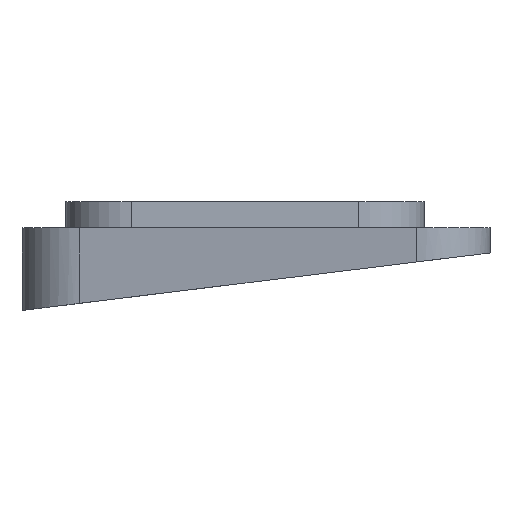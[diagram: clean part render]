
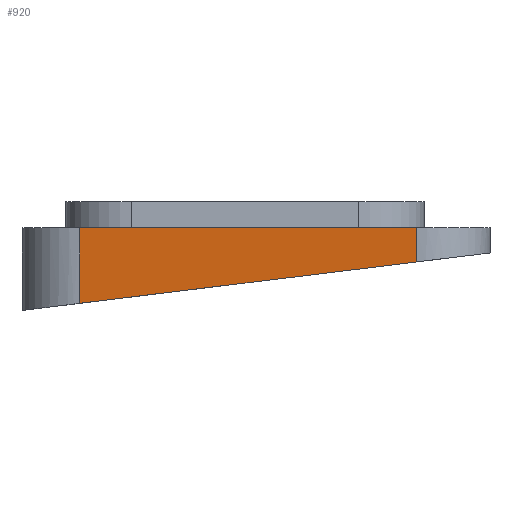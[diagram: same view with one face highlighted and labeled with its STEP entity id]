
A CAD part, left-side view. The second image highlights one B-rep face of the part: STEP entity #920.
In plain terms, the highlighted planar face has unit normal (-0.993, 0.122, 0).
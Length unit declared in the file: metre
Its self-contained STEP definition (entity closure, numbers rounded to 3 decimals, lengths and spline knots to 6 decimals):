
#170=ORIENTED_EDGE('',*,*,#361,.F.);
#171=ORIENTED_EDGE('',*,*,#415,.T.);
#172=ORIENTED_EDGE('',*,*,#411,.F.);
#173=ORIENTED_EDGE('',*,*,#416,.F.);
#361=EDGE_CURVE('',#491,#492,#584,.T.);
#411=EDGE_CURVE('',#537,#538,#608,.T.);
#415=EDGE_CURVE('',#491,#538,#611,.T.);
#416=EDGE_CURVE('',#492,#537,#612,.T.);
#491=VERTEX_POINT('',#1392);
#492=VERTEX_POINT('',#1394);
#537=VERTEX_POINT('',#1492);
#538=VERTEX_POINT('',#1494);
#584=LINE('',#1393,#664);
#608=LINE('',#1493,#688);
#611=LINE('',#1501,#691);
#612=LINE('',#1503,#692);
#664=VECTOR('',#1098,1.);
#688=VECTOR('',#1182,1.);
#691=VECTOR('',#1191,1.);
#692=VECTOR('',#1194,1.);
#758=EDGE_LOOP('',(#170,#171,#172,#173));
#828=FACE_BOUND('',#758,.T.);
#891=PLANE('',#1018);
#920=ADVANCED_FACE('',(#828),#891,.T.);
#1018=AXIS2_PLACEMENT_3D('',#1502,#1192,#1193);
#1098=DIRECTION('',(0.121,0.985,-0.121));
#1182=DIRECTION('',(-0.122,-0.993,0.));
#1191=DIRECTION('',(0.,0.,1.));
#1192=DIRECTION('',(-0.993,0.122,0.));
#1193=DIRECTION('',(-0.122,-0.993,0.));
#1194=DIRECTION('',(0.,0.,1.));
#1392=CARTESIAN_POINT('',(-0.032008,-0.052308,-0.022624));
#1393=CARTESIAN_POINT('',(-0.03008,-0.036605,-0.024552));
#1394=CARTESIAN_POINT('',(-0.028226,-0.021508,-0.026406));
#1492=CARTESIAN_POINT('',(-0.028226,-0.021508,-0.0195));
#1493=CARTESIAN_POINT('',(-0.030117,-0.036908,-0.0195));
#1494=CARTESIAN_POINT('',(-0.032008,-0.052308,-0.0195));
#1501=CARTESIAN_POINT('',(-0.032008,-0.052308,-0.027055));
#1502=CARTESIAN_POINT('',(-0.030117,-0.036908,-0.027055));
#1503=CARTESIAN_POINT('',(-0.028226,-0.021508,-0.027055));
